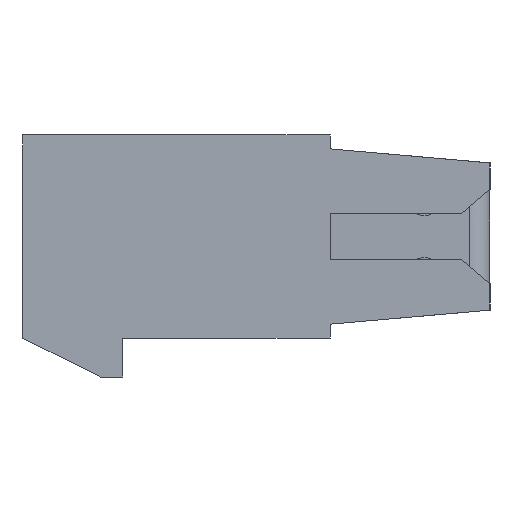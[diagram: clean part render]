
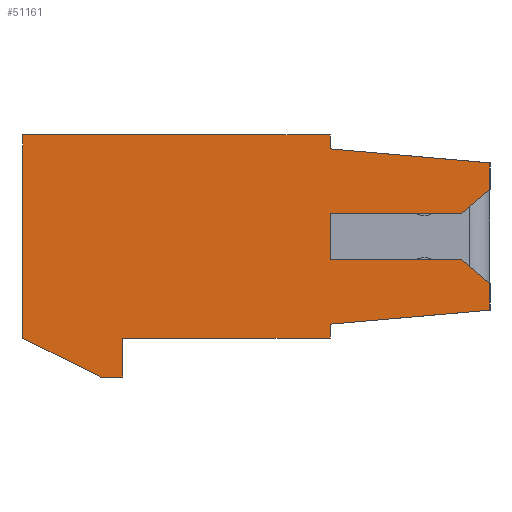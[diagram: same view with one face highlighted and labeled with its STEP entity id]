
A CAD part, left-side view. The second image highlights one B-rep face of the part: STEP entity #51161.
In plain terms, the highlighted planar face has unit normal (-1, 0, 0).
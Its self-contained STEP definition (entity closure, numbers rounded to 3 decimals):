
#15283=ORIENTED_EDGE('',*,*,#24367,.F.);
#15284=ORIENTED_EDGE('',*,*,#22766,.F.);
#15285=ORIENTED_EDGE('',*,*,#24368,.T.);
#15286=ORIENTED_EDGE('',*,*,#23139,.F.);
#15287=ORIENTED_EDGE('',*,*,#22836,.F.);
#15288=ORIENTED_EDGE('',*,*,#22815,.F.);
#15289=ORIENTED_EDGE('',*,*,#22788,.F.);
#15290=ORIENTED_EDGE('',*,*,#22879,.F.);
#15291=ORIENTED_EDGE('',*,*,#22774,.F.);
#15292=ORIENTED_EDGE('',*,*,#24369,.F.);
#15293=ORIENTED_EDGE('',*,*,#24370,.F.);
#15294=ORIENTED_EDGE('',*,*,#24371,.F.);
#15295=ORIENTED_EDGE('',*,*,#24372,.F.);
#15296=ORIENTED_EDGE('',*,*,#22770,.F.);
#15297=ORIENTED_EDGE('',*,*,#24373,.F.);
#15298=ORIENTED_EDGE('',*,*,#24374,.F.);
#15299=ORIENTED_EDGE('',*,*,#24375,.F.);
#22766=EDGE_CURVE('',#28517,#28518,#34081,.T.);
#22770=EDGE_CURVE('',#28521,#28522,#34085,.T.);
#22774=EDGE_CURVE('',#28525,#28526,#34089,.T.);
#22788=EDGE_CURVE('',#28539,#28540,#34103,.T.);
#22815=EDGE_CURVE('',#28540,#28566,#34130,.T.);
#22836=EDGE_CURVE('',#28566,#28580,#34151,.T.);
#22879=EDGE_CURVE('',#28526,#28539,#34194,.T.);
#23139=EDGE_CURVE('',#28580,#28855,#34454,.T.);
#24367=EDGE_CURVE('',#28518,#29634,#35682,.T.);
#24368=EDGE_CURVE('',#28517,#28855,#35683,.T.);
#24369=EDGE_CURVE('',#29635,#28525,#35684,.T.);
#24370=EDGE_CURVE('',#29636,#29635,#35685,.T.);
#24371=EDGE_CURVE('',#29637,#29636,#35686,.T.);
#24372=EDGE_CURVE('',#28522,#29637,#35687,.T.);
#24373=EDGE_CURVE('',#29638,#28521,#35688,.T.);
#24374=EDGE_CURVE('',#29639,#29638,#35689,.T.);
#24375=EDGE_CURVE('',#29634,#29639,#35690,.T.);
#28517=VERTEX_POINT('',#84393);
#28518=VERTEX_POINT('',#84394);
#28521=VERTEX_POINT('',#84400);
#28522=VERTEX_POINT('',#84402);
#28525=VERTEX_POINT('',#84408);
#28526=VERTEX_POINT('',#84410);
#28539=VERTEX_POINT('',#84437);
#28540=VERTEX_POINT('',#84439);
#28566=VERTEX_POINT('',#84499);
#28580=VERTEX_POINT('',#84541);
#28855=VERTEX_POINT('',#85127);
#29634=VERTEX_POINT('',#87391);
#29635=VERTEX_POINT('',#87394);
#29636=VERTEX_POINT('',#87396);
#29637=VERTEX_POINT('',#87398);
#29638=VERTEX_POINT('',#87401);
#29639=VERTEX_POINT('',#87403);
#34081=LINE('',#84392,#40360);
#34085=LINE('',#84401,#40364);
#34089=LINE('',#84409,#40368);
#34103=LINE('',#84438,#40382);
#34130=LINE('',#84498,#40409);
#34151=LINE('',#84540,#40430);
#34194=LINE('',#84606,#40473);
#34454=LINE('',#85126,#40733);
#35682=LINE('',#87390,#41961);
#35683=LINE('',#87392,#41962);
#35684=LINE('',#87393,#41963);
#35685=LINE('',#87395,#41964);
#35686=LINE('',#87397,#41965);
#35687=LINE('',#87399,#41966);
#35688=LINE('',#87400,#41967);
#35689=LINE('',#87402,#41968);
#35690=LINE('',#87404,#41969);
#40360=VECTOR('',#69950,1000.);
#40364=VECTOR('',#69954,1000.);
#40368=VECTOR('',#69958,1000.);
#40382=VECTOR('',#69974,1000.);
#40409=VECTOR('',#70015,1000.);
#40430=VECTOR('',#70050,1000.);
#40473=VECTOR('',#70107,1000.);
#40733=VECTOR('',#70369,1000.);
#41961=VECTOR('',#72111,1000.);
#41962=VECTOR('',#72112,1000.);
#41963=VECTOR('',#72113,1000.);
#41964=VECTOR('',#72114,1000.);
#41965=VECTOR('',#72115,1000.);
#41966=VECTOR('',#72116,1000.);
#41967=VECTOR('',#72117,1000.);
#41968=VECTOR('',#72118,1000.);
#41969=VECTOR('',#72119,1000.);
#44455=EDGE_LOOP('',(#15283,#15284,#15285,#15286,#15287,#15288,#15289,#15290,
#15291,#15292,#15293,#15294,#15295,#15296,#15297,#15298,#15299));
#46992=FACE_BOUND('',#44455,.T.);
#48757=PLANE('',#59034);
#51161=ADVANCED_FACE('',(#46992),#48757,.T.);
#59034=AXIS2_PLACEMENT_3D('',#87389,#72109,#72110);
#69950=DIRECTION('',(0.,0.,-1.));
#69954=DIRECTION('',(0.,0.,-1.));
#69958=DIRECTION('',(0.,0.,-1.));
#69974=DIRECTION('',(0.,0.,-1.));
#70015=DIRECTION('',(0.,1.,0.));
#70050=DIRECTION('',(0.,0.894,0.447));
#70107=DIRECTION('',(0.,1.,0.));
#70369=DIRECTION('',(0.,0.,1.));
#72109=DIRECTION('',(-1.,0.,0.));
#72110=DIRECTION('',(0.,0.,1.));
#72111=DIRECTION('',(0.,-0.996,-0.087));
#72112=DIRECTION('',(0.,1.,0.));
#72113=DIRECTION('',(0.,0.996,-0.087));
#72114=DIRECTION('',(0.,0.,-1.));
#72115=DIRECTION('',(0.,-0.768,-0.64));
#72116=DIRECTION('',(0.,-1.,0.));
#72117=DIRECTION('',(0.,1.,0.));
#72118=DIRECTION('',(0.,0.768,-0.64));
#72119=DIRECTION('',(0.,0.,-1.));
#84392=CARTESIAN_POINT('',(-26.5,0.,3.65));
#84393=CARTESIAN_POINT('',(-26.5,0.,3.65));
#84394=CARTESIAN_POINT('',(-26.5,0.,3.15));
#84400=CARTESIAN_POINT('',(-26.5,0.,0.825));
#84401=CARTESIAN_POINT('',(-26.5,0.,3.65));
#84402=CARTESIAN_POINT('',(-26.5,0.,-0.825));
#84408=CARTESIAN_POINT('',(-26.5,0.,-3.15));
#84409=CARTESIAN_POINT('',(-26.5,0.,3.65));
#84410=CARTESIAN_POINT('',(-26.5,0.,-3.65));
#84437=CARTESIAN_POINT('',(-26.5,7.449,-3.65));
#84438=CARTESIAN_POINT('',(-26.5,7.449,-3.65));
#84439=CARTESIAN_POINT('',(-26.5,7.449,-5.05));
#84498=CARTESIAN_POINT('',(-26.5,7.449,-5.05));
#84499=CARTESIAN_POINT('',(-26.5,8.249,-5.05));
#84540=CARTESIAN_POINT('',(-26.5,8.249,-5.05));
#84541=CARTESIAN_POINT('',(-26.5,11.05,-3.65));
#84606=CARTESIAN_POINT('',(-26.5,10.35,-3.65));
#85126=CARTESIAN_POINT('',(-26.5,11.05,-3.65));
#85127=CARTESIAN_POINT('',(-26.5,11.05,3.65));
#87389=CARTESIAN_POINT('',(-26.5,10.35,-3.65));
#87390=CARTESIAN_POINT('',(-26.5,1.,3.237));
#87391=CARTESIAN_POINT('',(-26.5,-5.75,2.647));
#87392=CARTESIAN_POINT('',(-26.5,10.35,3.65));
#87393=CARTESIAN_POINT('',(-26.5,-5.75,-2.647));
#87394=CARTESIAN_POINT('',(-26.5,-5.75,-2.647));
#87395=CARTESIAN_POINT('',(-26.5,-5.75,-1.69));
#87396=CARTESIAN_POINT('',(-26.5,-5.75,-1.69));
#87397=CARTESIAN_POINT('',(-26.5,-4.712,-0.825));
#87398=CARTESIAN_POINT('',(-26.5,-4.712,-0.825));
#87399=CARTESIAN_POINT('',(-26.5,0.,-0.825));
#87400=CARTESIAN_POINT('',(-26.5,-4.712,0.825));
#87401=CARTESIAN_POINT('',(-26.5,-4.712,0.825));
#87402=CARTESIAN_POINT('',(-26.5,-5.75,1.69));
#87403=CARTESIAN_POINT('',(-26.5,-5.75,1.69));
#87404=CARTESIAN_POINT('',(-26.5,-5.75,2.647));
